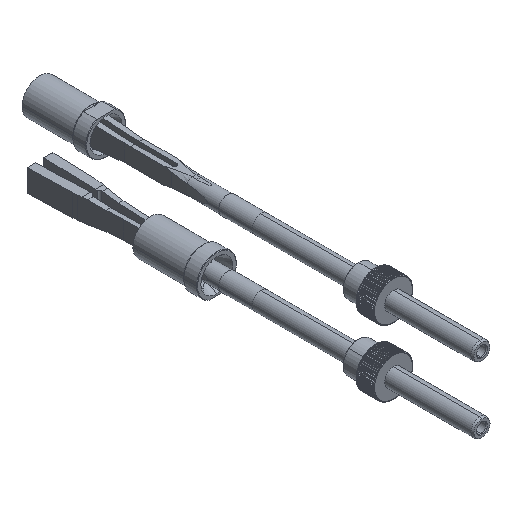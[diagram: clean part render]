
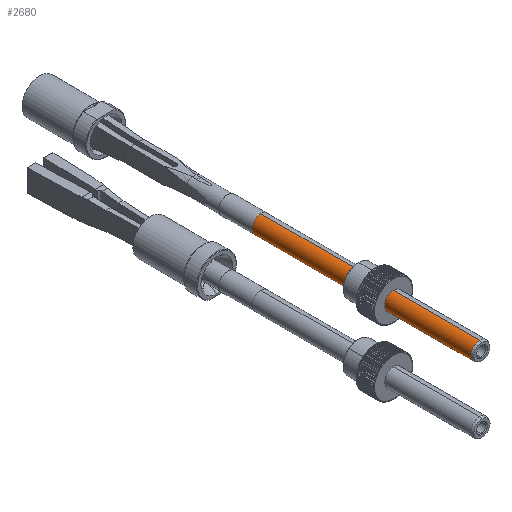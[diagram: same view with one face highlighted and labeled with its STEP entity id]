
A CAD part, isometric view. The second image highlights one B-rep face of the part: STEP entity #2680.
In plain terms, the highlighted cylindrical face has radius 4 mm (diameter 8 mm), a partial arc.
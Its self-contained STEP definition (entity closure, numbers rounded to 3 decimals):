
#406 = DIRECTION ( 'NONE',  ( -1., 0., 0. ) ) ;
#1694 = DIRECTION ( 'NONE',  ( 1., 0., 0. ) ) ;
#2420 = CARTESIAN_POINT ( 'NONE',  ( 100., 0., -4. ) ) ;
#2680 = ADVANCED_FACE ( 'NONE', ( #6264 ), #8985, .T. ) ;
#3974 = ORIENTED_EDGE ( 'NONE', *, *, #20813, .F. ) ;
#4592 = EDGE_CURVE ( 'NONE', #15666, #20578, #18257, .T. ) ;
#4826 = VERTEX_POINT ( 'NONE', #10419 ) ;
#5662 = CARTESIAN_POINT ( 'NONE',  ( 0., 0., 0. ) ) ;
#6264 = FACE_OUTER_BOUND ( 'NONE', #18470, .T. ) ;
#6407 = EDGE_CURVE ( 'NONE', #20578, #11377, #13052, .T. ) ;
#6763 = AXIS2_PLACEMENT_3D ( 'NONE', #20223, #10508, #22207 ) ;
#8701 = CIRCLE ( 'NONE', #6763, 4. ) ;
#8985 = CYLINDRICAL_SURFACE ( 'NONE', #18402, 4. ) ;
#10023 = ORIENTED_EDGE ( 'NONE', *, *, #6407, .T. ) ;
#10419 = CARTESIAN_POINT ( 'NONE',  ( 1., 0., -4. ) ) ;
#10508 = DIRECTION ( 'NONE',  ( 1., 0., 0. ) ) ;
#10943 = ORIENTED_EDGE ( 'NONE', *, *, #4592, .T. ) ;
#11377 = VERTEX_POINT ( 'NONE', #2420 ) ;
#13052 = CIRCLE ( 'NONE', #16688, 4. ) ;
#15611 = DIRECTION ( 'NONE',  ( 0., 0., -1. ) ) ;
#15666 = VERTEX_POINT ( 'NONE', #20491 ) ;
#15683 = CARTESIAN_POINT ( 'NONE',  ( 100., 0., 0. ) ) ;
#15766 = LINE ( 'NONE', #23858, #20330 ) ;
#16688 = AXIS2_PLACEMENT_3D ( 'NONE', #15683, #406, #15611 ) ;
#17339 = CARTESIAN_POINT ( 'NONE',  ( 100., 0., 4. ) ) ;
#17931 = DIRECTION ( 'NONE',  ( 1., 0., 0. ) ) ;
#18257 = LINE ( 'NONE', #19656, #21300 ) ;
#18402 = AXIS2_PLACEMENT_3D ( 'NONE', #5662, #1694, #19280 ) ;
#18470 = EDGE_LOOP ( 'NONE', ( #22931, #10943, #10023, #3974 ) ) ;
#19280 = DIRECTION ( 'NONE',  ( 0., 0., -1. ) ) ;
#19628 = EDGE_CURVE ( 'NONE', #4826, #15666, #8701, .T. ) ;
#19656 = CARTESIAN_POINT ( 'NONE',  ( 0., 0., 4. ) ) ;
#20223 = CARTESIAN_POINT ( 'NONE',  ( 1., 0., 0. ) ) ;
#20330 = VECTOR ( 'NONE', #17931, 1000. ) ;
#20491 = CARTESIAN_POINT ( 'NONE',  ( 1., 0., 4. ) ) ;
#20578 = VERTEX_POINT ( 'NONE', #17339 ) ;
#20813 = EDGE_CURVE ( 'NONE', #4826, #11377, #15766, .T. ) ;
#21300 = VECTOR ( 'NONE', #25193, 1000. ) ;
#22207 = DIRECTION ( 'NONE',  ( 0., 0., -1. ) ) ;
#22931 = ORIENTED_EDGE ( 'NONE', *, *, #19628, .T. ) ;
#23858 = CARTESIAN_POINT ( 'NONE',  ( 0., 0., -4. ) ) ;
#25193 = DIRECTION ( 'NONE',  ( 1., 0., 0. ) ) ;
